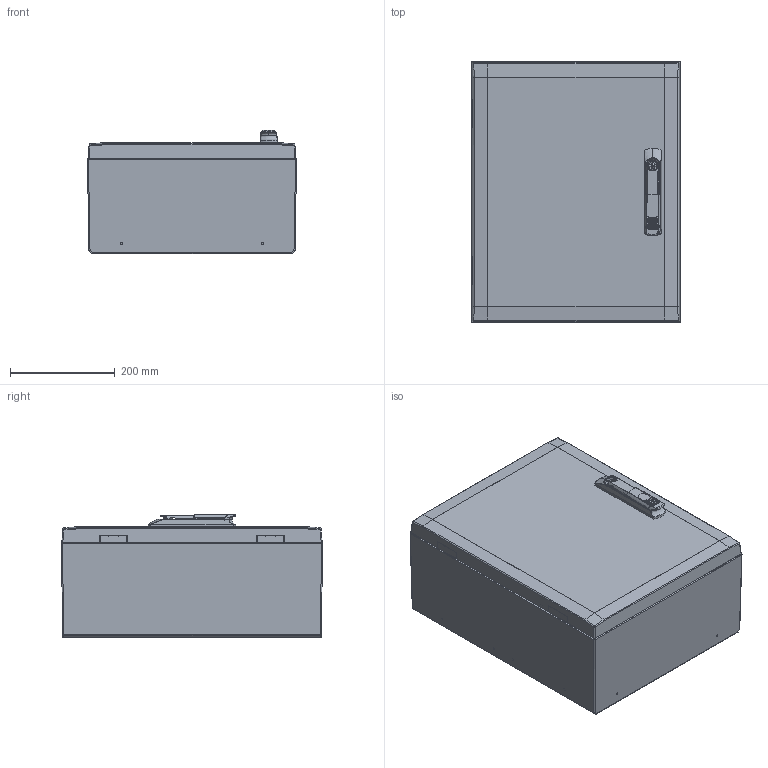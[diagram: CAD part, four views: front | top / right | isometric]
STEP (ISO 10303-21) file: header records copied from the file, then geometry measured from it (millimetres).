
FILE_DESCRIPTION (( 'STEP AP203' ), '1' );
FILE_NAME ('ARCA 504021S No MP.STEP', '2022-07-27T12:51:20', ( '' ), ( '' ), 'SwSTEP 2.0', 'SolidWorks 2021', '' );
FILE_SCHEMA (( 'CONFIG_CONTROL_DESIGN' ));
Length unit declared in the file: millimetre
Products named in the file (5): ARCA 504021S No MP; Cabinet 504003S Cover; Cabinet hinge small_1; Swing Handle 50 for 5040 5050; Cabinet 504018 Base
Assembly tree (5 placements, depth 2):
  ARCA 504021S No MP
    Cabinet 504018 Base
    Cabinet hinge small_1  x2
    Cabinet 504003S Cover
    Swing Handle 50 for 5040 5050
Bounding box: 400 x 500 x 236.55 mm (x, y, z)
Volume: 3658558.8 mm3; surface area: 2033284.1 mm2
Topology: 4 solids, 42 shells, 3551 faces, 9158 edges, 5954 vertices
Faces by surface type: plane 1809, cylinder 822, bspline 471, cone 404, torus 37, sphere 8
Entity records: 146957 total; most frequent: CARTESIAN_POINT 64850, ORIENTED_EDGE 17961, DIRECTION 15502, EDGE_CURVE 8994, VERTEX_POINT 5862, AXIS2_PLACEMENT_3D 5216, LINE 5070, VECTOR 5070
